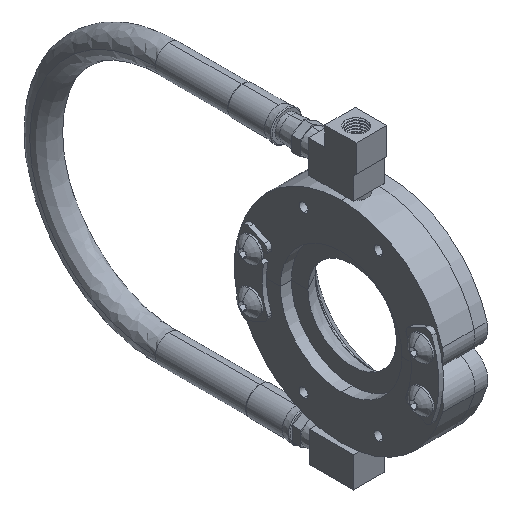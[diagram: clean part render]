
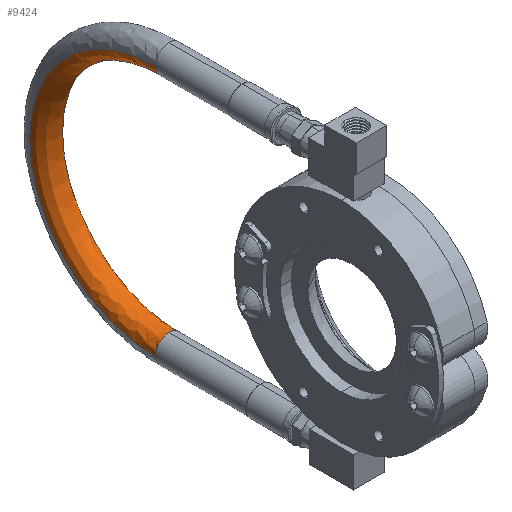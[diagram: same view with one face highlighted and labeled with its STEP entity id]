
A CAD part, isometric view. The second image highlights one B-rep face of the part: STEP entity #9424.
In plain terms, the highlighted free-form (B-spline) face has degree [3, 3] with [4, 4] control points.
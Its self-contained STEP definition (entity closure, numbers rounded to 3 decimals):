
#168 = DIRECTION ( 'NONE',  ( 0., 1., 0. ) ) ;
#337 = AXIS2_PLACEMENT_3D ( 'NONE', #5178, #168, #6898 ) ;
#381 = EDGE_CURVE ( 'NONE', #6188, #9102, #10743, .T. ) ;
#771 = ORIENTED_EDGE ( 'NONE', *, *, #5107, .T. ) ;
#815 = DIRECTION ( 'NONE',  ( 0., 0., -1. ) ) ;
#1083 = CARTESIAN_POINT ( 'NONE',  ( -17.044, 107.95, -56.747 ) ) ;
#1352 = EDGE_CURVE ( 'NONE', #9102, #4717, #1594, .T. ) ;
#1432 = DIRECTION ( 'NONE',  ( 0., -1., 0. ) ) ;
#1527 = DIRECTION ( 'NONE',  ( 0., 0., -1. ) ) ;
#1581 = CARTESIAN_POINT ( 'NONE',  ( -17.044, 252.05, 87.353 ) ) ;
#1594 = CIRCLE ( 'NONE', #337, 7.9 ) ;
#1809 = CARTESIAN_POINT ( 'NONE',  ( -9.144, 107.95, -48.847 ) ) ;
#2230 = CIRCLE ( 'NONE', #7423, 72.05 ) ;
#2351 = ORIENTED_EDGE ( 'NONE', *, *, #7502, .T. ) ;
#2417 = CARTESIAN_POINT ( 'NONE',  ( -1.244, 107.95, 87.353 ) ) ;
#2507 = ORIENTED_EDGE ( 'NONE', *, *, #3457, .F. ) ;
#2549 = EDGE_CURVE ( 'NONE', #6151, #8804, #9240, .T. ) ;
#2670 = EDGE_LOOP ( 'NONE', ( #771, #8915, #5603, #2351, #2507, #7755 ) ) ;
#2955 = CARTESIAN_POINT ( 'NONE',  ( -1.244, 107.95, -56.747 ) ) ;
#3077 = CARTESIAN_POINT ( 'NONE',  ( -1.244, 107.95, -56.747 ) ) ;
#3101 = CARTESIAN_POINT ( 'NONE',  ( -1.244, 107.95, 15.303 ) ) ;
#3210 = CARTESIAN_POINT ( 'NONE',  ( -17.044, 220.45, -40.947 ) ) ;
#3226 = DIRECTION ( 'NONE',  ( 0., -1., 0. ) ) ;
#3270 = CARTESIAN_POINT ( 'NONE',  ( -1.244, 220.45, -40.947 ) ) ;
#3457 = EDGE_CURVE ( 'NONE', #8804, #10670, #8981, .T. ) ;
#3487 = DIRECTION ( 'NONE',  ( -1., 0., 0. ) ) ;
#4059 = CARTESIAN_POINT ( 'NONE',  ( -17.044, 220.45, 71.553 ) ) ;
#4096 = CARTESIAN_POINT ( 'NONE',  ( -17.044, 107.95, 87.353 ) ) ;
#4350 = DIRECTION ( 'NONE',  ( 0., 1., 0. ) ) ;
#4457 = DIRECTION ( 'NONE',  ( 0., 0., -1. ) ) ;
#4655 = CARTESIAN_POINT ( 'NONE',  ( -1.244, 252.05, -56.747 ) ) ;
#4717 = VERTEX_POINT ( 'NONE', #3077 ) ;
#4918 = CARTESIAN_POINT ( 'NONE',  ( -17.044, 107.95, -56.747 ) ) ;
#5107 = EDGE_CURVE ( 'NONE', #6151, #6188, #6622, .T. ) ;
#5178 = CARTESIAN_POINT ( 'NONE',  ( -9.144, 107.95, -56.747 ) ) ;
#5452 = CARTESIAN_POINT ( 'NONE',  ( -9.144, 107.95, 79.453 ) ) ;
#5582 = DIRECTION ( 'NONE',  ( 1., 0., 0. ) ) ;
#5603 = ORIENTED_EDGE ( 'NONE', *, *, #1352, .T. ) ;
#5734 = CARTESIAN_POINT ( 'NONE',  ( -1.244, 107.95, 87.353 ) ) ;
#5900 = AXIS2_PLACEMENT_3D ( 'NONE', #6136, #3487, #4457 ) ;
#6136 = CARTESIAN_POINT ( 'NONE',  ( -17.044, 107.95, 15.303 ) ) ;
#6151 = VERTEX_POINT ( 'NONE', #6852 ) ;
#6188 = VERTEX_POINT ( 'NONE', #1083 ) ;
#6509 = CARTESIAN_POINT ( 'NONE',  ( -17.044, 107.95, 71.553 ) ) ;
#6622 = CIRCLE ( 'NONE', #5900, 72.05 ) ;
#6648 = CARTESIAN_POINT ( 'NONE',  ( -1.244, 107.95, 71.553 ) ) ;
#6852 = CARTESIAN_POINT ( 'NONE',  ( -17.044, 107.95, 87.353 ) ) ;
#6898 = DIRECTION ( 'NONE',  ( 1., 0., 0. ) ) ;
#6920 = CARTESIAN_POINT ( 'NONE',  ( -9.144, 107.95, -56.747 ) ) ;
#6953 = DIRECTION ( 'NONE',  ( 1., 0., 0. ) ) ;
#7423 = AXIS2_PLACEMENT_3D ( 'NONE', #3101, #5582, #9794 ) ;
#7435 = CARTESIAN_POINT ( 'NONE',  ( -17.044, 252.05, -56.747 ) ) ;
#7502 = EDGE_CURVE ( 'NONE', #4717, #10670, #2230, .T. ) ;
#7508 = FACE_OUTER_BOUND ( 'NONE', #2670, .T. ) ;
#7755 = ORIENTED_EDGE ( 'NONE', *, *, #2549, .F. ) ;
#8804 = VERTEX_POINT ( 'NONE', #5452 ) ;
#8908 = CARTESIAN_POINT ( 'NONE',  ( -1.244, 252.05, 87.353 ) ) ;
#8915 = ORIENTED_EDGE ( 'NONE', *, *, #381, .T. ) ;
#8981 = CIRCLE ( 'NONE', #9745, 7.9 ) ;
#9050 = CARTESIAN_POINT ( 'NONE',  ( -1.244, 220.45, 71.553 ) ) ;
#9102 = VERTEX_POINT ( 'NONE', #1809 ) ;
#9240 = CIRCLE ( 'NONE', #10248, 7.9 ) ;
#9424 = ADVANCED_FACE ( 'NONE', ( #7508 ), #10888, .F. ) ;
#9745 = AXIS2_PLACEMENT_3D ( 'NONE', #10704, #1432, #815 ) ;
#9794 = DIRECTION ( 'NONE',  ( 0., 0., -1. ) ) ;
#9864 = CARTESIAN_POINT ( 'NONE',  ( -17.044, 107.95, -40.947 ) ) ;
#9880 = CARTESIAN_POINT ( 'NONE',  ( -9.144, 107.95, 87.353 ) ) ;
#9964 = CARTESIAN_POINT ( 'NONE',  ( -1.244, 107.95, -40.947 ) ) ;
#10222 = AXIS2_PLACEMENT_3D ( 'NONE', #6920, #4350, #6953 ) ;
#10248 = AXIS2_PLACEMENT_3D ( 'NONE', #9880, #3226, #1527 ) ;
#10670 = VERTEX_POINT ( 'NONE', #2417 ) ;
#10704 = CARTESIAN_POINT ( 'NONE',  ( -9.144, 107.95, 87.353 ) ) ;
#10743 = CIRCLE ( 'NONE', #10222, 7.9 ) ;
#10888 =( BOUNDED_SURFACE ( )  B_SPLINE_SURFACE ( 3, 3, ( 
 ( #2955, #4655, #8908, #5734 ),
 ( #9964, #3270, #9050, #6648 ),
 ( #9864, #3210, #4059, #6509 ),
 ( #4918, #7435, #1581, #4096 ) ),
 .UNSPECIFIED., .F., .F., .F. ) 
 B_SPLINE_SURFACE_WITH_KNOTS ( ( 4, 4 ),
 ( 4, 4 ),
 ( 0., 1. ),
 ( 0., 1. ),
 .UNSPECIFIED. ) 
 GEOMETRIC_REPRESENTATION_ITEM ( )  RATIONAL_B_SPLINE_SURFACE ( (
 ( 1., 0.333, 0.333, 1.),
 ( 0.333, 0.111, 0.111, 0.333),
 ( 0.333, 0.111, 0.111, 0.333),
 ( 1., 0.333, 0.333, 1.) ) ) 
 REPRESENTATION_ITEM ( '' )  SURFACE ( )  );
